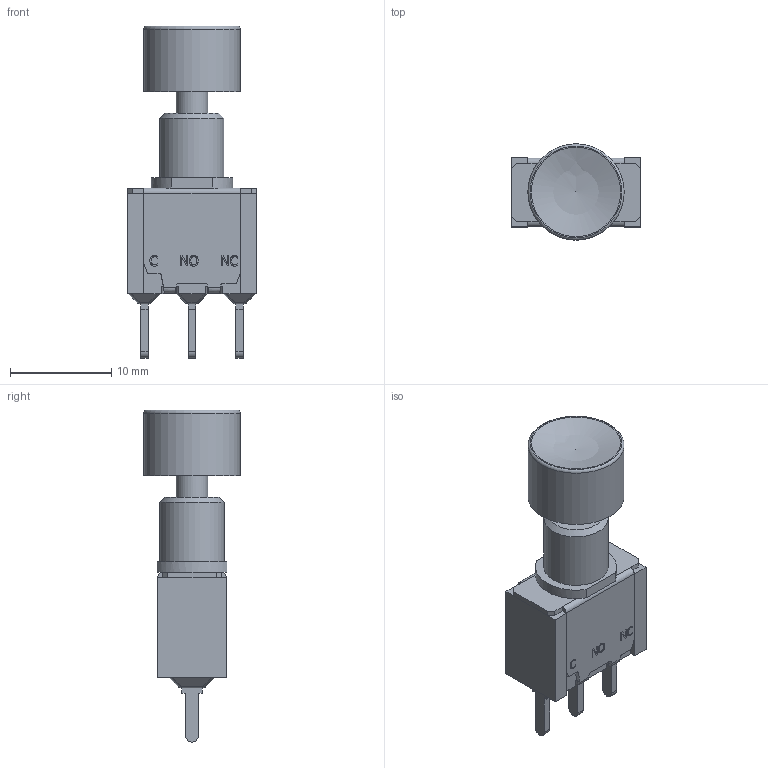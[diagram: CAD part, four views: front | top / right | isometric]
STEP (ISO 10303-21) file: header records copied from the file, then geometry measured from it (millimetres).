
FILE_DESCRIPTION(/* description */ (''),/* implementation_level */ '2;1');
FILE_NAME(/* name */ '700SP7B10M2xEC2BLK.stp',/* time_stamp */ '2024-10-16T12:06:44-05:00',/* author */ ('jsteinblock'),/* organization */ (''),/* preprocessor_version */ 'ST-DEVELOPER v18.1',/* originating_system */ 'Autodesk Inventor 2022',/* authorisation */ '');
FILE_SCHEMA (('AUTOMOTIVE_DESIGN { 1 0 10303 214 3 1 1 }'));
Length unit declared in the file: inch
Products named in the file (1): 700SP7B10M2xEC2BLK
Bounding box: 12.7 x 9.5 x 32.76 mm (x, y, z)
Volume: 1461.7 mm3; surface area: 1557.9 mm2
Topology: 1 solids, 5 shells, 369 faces, 975 edges, 612 vertices
Faces by surface type: plane 210, cylinder 88, bspline 54, sphere 13, torus 2, cone 2
Full cylindrical faces by diameter (mm): 2 x1, 3.1 x2, 5 x1, 7.5 x1, 9.5 x1
Entity records: 11668 total; most frequent: CARTESIAN_POINT 2872, ORIENTED_EDGE 1924, DIRECTION 1649, EDGE_CURVE 962, LINE 631, VECTOR 631, VERTEX_POINT 612, AXIS2_PLACEMENT_3D 509
